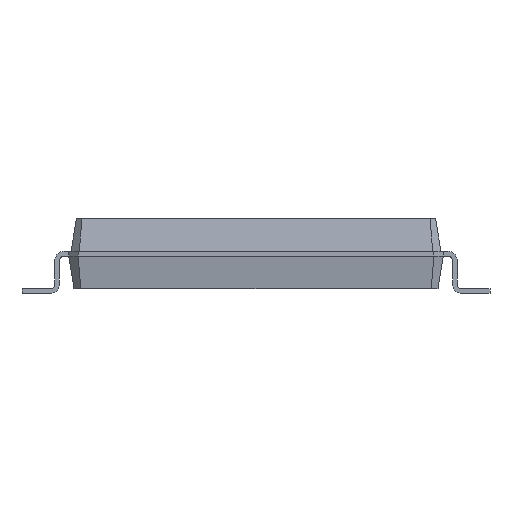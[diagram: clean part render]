
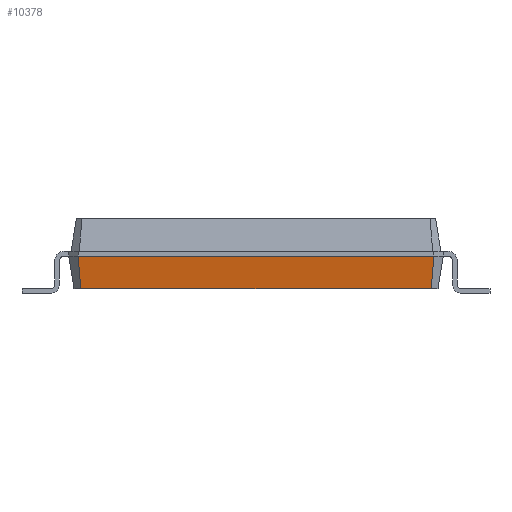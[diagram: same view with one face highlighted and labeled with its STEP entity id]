
A CAD part, front view. The second image highlights one B-rep face of the part: STEP entity #10378.
In plain terms, the highlighted free-form (B-spline) face has degree [1, 1] with [2, 2] control points.
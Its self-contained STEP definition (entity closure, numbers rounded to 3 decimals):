
#772 = PLANE('',#773);
#773 = AXIS2_PLACEMENT_3D('',#774,#775,#776);
#774 = CARTESIAN_POINT('',(-3.745,6.889,0.1));
#775 = DIRECTION('',(0.,0.,1.));
#776 = DIRECTION('',(0.478,-0.879,0.));
#799 = B_SPLINE_SURFACE_WITH_KNOTS('',1,1,(
(#800,#801)
,(#802,#803
)),.UNSPECIFIED.,.F.,.F.,.F.,(2,2),(2,2),(0.,0.283),(0.,1.)
,.PIECEWISE_BEZIER_KNOTS.);
#800 = CARTESIAN_POINT('',(3.889,-6.745,0.1));
#801 = CARTESIAN_POINT('',(4.,-6.8,0.8));
#802 = CARTESIAN_POINT('',(3.745,-6.889,0.1));
#803 = CARTESIAN_POINT('',(3.8,-7.,0.8));
#3079 = VERTEX_POINT('',#3080);
#3080 = CARTESIAN_POINT('',(3.745,-6.889,0.1));
#3100 = EDGE_CURVE('',#3079,#3101,#3103,.T.);
#3101 = VERTEX_POINT('',#3102);
#3102 = CARTESIAN_POINT('',(-3.745,-6.889,0.1));
#3103 = SURFACE_CURVE('',#3104,(#3108,#3115),.PCURVE_S1.);
#3104 = LINE('',#3105,#3106);
#3105 = CARTESIAN_POINT('',(3.745,-6.889,0.1));
#3106 = VECTOR('',#3107,1.);
#3107 = DIRECTION('',(-1.,0.,0.));
#3108 = PCURVE('',#772,#3109);
#3109 = DEFINITIONAL_REPRESENTATION('',(#3110),#3114);
#3110 = LINE('',#3111,#3112);
#3111 = CARTESIAN_POINT('',(15.682,0.));
#3112 = VECTOR('',#3113,1.);
#3113 = DIRECTION('',(-0.478,-0.879));
#3114 = ( GEOMETRIC_REPRESENTATION_CONTEXT(2)
PARAMETRIC_REPRESENTATION_CONTEXT() REPRESENTATION_CONTEXT('2D SPACE',''
) );
#3115 = PCURVE('',#3116,#3121);
#3116 = B_SPLINE_SURFACE_WITH_KNOTS('',1,1,(
(#3117,#3118)
,(#3119,#3120
)),.UNSPECIFIED.,.F.,.F.,.F.,(2,2),(2,2),(0.,7.6),(0.,1.),
.PIECEWISE_BEZIER_KNOTS.);
#3117 = CARTESIAN_POINT('',(3.745,-6.889,0.1));
#3118 = CARTESIAN_POINT('',(3.8,-7.,0.8));
#3119 = CARTESIAN_POINT('',(-3.745,-6.889,0.1));
#3120 = CARTESIAN_POINT('',(-3.8,-7.,0.8));
#3121 = DEFINITIONAL_REPRESENTATION('',(#3122),#3125);
#3122 = B_SPLINE_CURVE_WITH_KNOTS('',1,(#3123,#3124),.UNSPECIFIED.,.F.,
.F.,(2,2),(0.,7.489),.PIECEWISE_BEZIER_KNOTS.);
#3123 = CARTESIAN_POINT('',(0.,0.));
#3124 = CARTESIAN_POINT('',(7.6,0.));
#3125 = ( GEOMETRIC_REPRESENTATION_CONTEXT(2)
PARAMETRIC_REPRESENTATION_CONTEXT() REPRESENTATION_CONTEXT('2D SPACE',''
) );
#3143 = B_SPLINE_SURFACE_WITH_KNOTS('',1,1,(
(#3144,#3145)
,(#3146,#3147
)),.UNSPECIFIED.,.F.,.F.,.F.,(2,2),(2,2),(0.,0.283),(0.,1.)
,.PIECEWISE_BEZIER_KNOTS.);
#3144 = CARTESIAN_POINT('',(-3.745,-6.889,0.1));
#3145 = CARTESIAN_POINT('',(-3.8,-7.,0.8));
#3146 = CARTESIAN_POINT('',(-3.889,-6.745,0.1));
#3147 = CARTESIAN_POINT('',(-4.,-6.8,0.8));
#3210 = EDGE_CURVE('',#3079,#3211,#3213,.T.);
#3211 = VERTEX_POINT('',#3212);
#3212 = CARTESIAN_POINT('',(3.8,-7.,0.8));
#3213 = SURFACE_CURVE('',#3214,(#3217,#3224),.PCURVE_S1.);
#3214 = B_SPLINE_CURVE_WITH_KNOTS('',1,(#3215,#3216),.UNSPECIFIED.,.F.,
.F.,(2,2),(0.,1.),.PIECEWISE_BEZIER_KNOTS.);
#3215 = CARTESIAN_POINT('',(3.745,-6.889,0.1));
#3216 = CARTESIAN_POINT('',(3.8,-7.,0.8));
#3217 = PCURVE('',#799,#3218);
#3218 = DEFINITIONAL_REPRESENTATION('',(#3219),#3223);
#3219 = LINE('',#3220,#3221);
#3220 = CARTESIAN_POINT('',(0.283,0.));
#3221 = VECTOR('',#3222,1.);
#3222 = DIRECTION('',(0.,1.));
#3223 = ( GEOMETRIC_REPRESENTATION_CONTEXT(2)
PARAMETRIC_REPRESENTATION_CONTEXT() REPRESENTATION_CONTEXT('2D SPACE',''
) );
#3224 = PCURVE('',#3116,#3225);
#3225 = DEFINITIONAL_REPRESENTATION('',(#3226),#3230);
#3226 = LINE('',#3227,#3228);
#3227 = CARTESIAN_POINT('',(0.,0.));
#3228 = VECTOR('',#3229,1.);
#3229 = DIRECTION('',(0.,1.));
#3230 = ( GEOMETRIC_REPRESENTATION_CONTEXT(2)
PARAMETRIC_REPRESENTATION_CONTEXT() REPRESENTATION_CONTEXT('2D SPACE',''
) );
#10378 = ADVANCED_FACE('',(#10379),#3116,.F.);
#10379 = FACE_BOUND('',#10380,.F.);
#10380 = EDGE_LOOP('',(#10381,#10382,#10404,#10430));
#10381 = ORIENTED_EDGE('',*,*,#3100,.T.);
#10382 = ORIENTED_EDGE('',*,*,#10383,.T.);
#10383 = EDGE_CURVE('',#3101,#10384,#10386,.T.);
#10384 = VERTEX_POINT('',#10385);
#10385 = CARTESIAN_POINT('',(-3.8,-7.,0.8));
#10386 = SURFACE_CURVE('',#10387,(#10390,#10397),.PCURVE_S1.);
#10387 = B_SPLINE_CURVE_WITH_KNOTS('',1,(#10388,#10389),.UNSPECIFIED.,
.F.,.F.,(2,2),(0.,1.),.PIECEWISE_BEZIER_KNOTS.);
#10388 = CARTESIAN_POINT('',(-3.745,-6.889,0.1));
#10389 = CARTESIAN_POINT('',(-3.8,-7.,0.8));
#10390 = PCURVE('',#3116,#10391);
#10391 = DEFINITIONAL_REPRESENTATION('',(#10392),#10396);
#10392 = LINE('',#10393,#10394);
#10393 = CARTESIAN_POINT('',(7.6,0.));
#10394 = VECTOR('',#10395,1.);
#10395 = DIRECTION('',(0.,1.));
#10396 = ( GEOMETRIC_REPRESENTATION_CONTEXT(2)
PARAMETRIC_REPRESENTATION_CONTEXT() REPRESENTATION_CONTEXT('2D SPACE',''
) );
#10397 = PCURVE('',#3143,#10398);
#10398 = DEFINITIONAL_REPRESENTATION('',(#10399),#10403);
#10399 = LINE('',#10400,#10401);
#10400 = CARTESIAN_POINT('',(0.,0.));
#10401 = VECTOR('',#10402,1.);
#10402 = DIRECTION('',(0.,1.));
#10403 = ( GEOMETRIC_REPRESENTATION_CONTEXT(2)
PARAMETRIC_REPRESENTATION_CONTEXT() REPRESENTATION_CONTEXT('2D SPACE',''
) );
#10404 = ORIENTED_EDGE('',*,*,#10405,.F.);
#10405 = EDGE_CURVE('',#3211,#10384,#10406,.T.);
#10406 = SURFACE_CURVE('',#10407,(#10411,#10418),.PCURVE_S1.);
#10407 = LINE('',#10408,#10409);
#10408 = CARTESIAN_POINT('',(3.8,-7.,0.8));
#10409 = VECTOR('',#10410,1.);
#10410 = DIRECTION('',(-1.,0.,0.));
#10411 = PCURVE('',#3116,#10412);
#10412 = DEFINITIONAL_REPRESENTATION('',(#10413),#10417);
#10413 = LINE('',#10414,#10415);
#10414 = CARTESIAN_POINT('',(0.,1.));
#10415 = VECTOR('',#10416,1.);
#10416 = DIRECTION('',(1.,0.));
#10417 = ( GEOMETRIC_REPRESENTATION_CONTEXT(2)
PARAMETRIC_REPRESENTATION_CONTEXT() REPRESENTATION_CONTEXT('2D SPACE',''
) );
#10418 = PCURVE('',#10419,#10424);
#10419 = PLANE('',#10420);
#10420 = AXIS2_PLACEMENT_3D('',#10421,#10422,#10423);
#10421 = CARTESIAN_POINT('',(3.8,-7.,0.9));
#10422 = DIRECTION('',(0.,1.,0.));
#10423 = DIRECTION('',(-1.,0.,0.));
#10424 = DEFINITIONAL_REPRESENTATION('',(#10425),#10429);
#10425 = LINE('',#10426,#10427);
#10426 = CARTESIAN_POINT('',(0.,-0.1));
#10427 = VECTOR('',#10428,1.);
#10428 = DIRECTION('',(1.,0.));
#10429 = ( GEOMETRIC_REPRESENTATION_CONTEXT(2)
PARAMETRIC_REPRESENTATION_CONTEXT() REPRESENTATION_CONTEXT('2D SPACE',''
) );
#10430 = ORIENTED_EDGE('',*,*,#3210,.F.);
